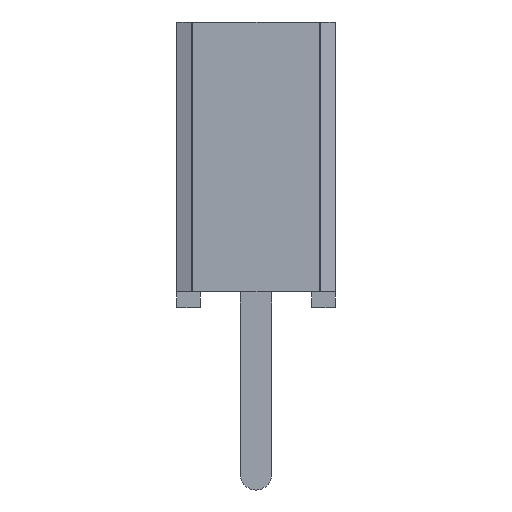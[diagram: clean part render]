
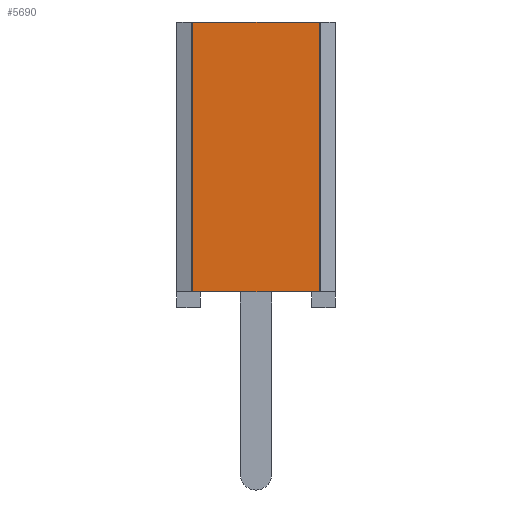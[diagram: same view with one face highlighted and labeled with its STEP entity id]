
A CAD part, left-side view. The second image highlights one B-rep face of the part: STEP entity #5690.
In plain terms, the highlighted planar face has unit normal (-1, 0, 0).
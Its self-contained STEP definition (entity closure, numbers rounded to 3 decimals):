
#5690 = ADVANCED_FACE('',(#5691),#5725,.F.);
#5691 = FACE_BOUND('',#5692,.T.);
#5692 = EDGE_LOOP('',(#5693,#5703,#5711,#5719));
#5693 = ORIENTED_EDGE('',*,*,#5694,.T.);
#5694 = EDGE_CURVE('',#5695,#5697,#5699,.T.);
#5695 = VERTEX_POINT('',#5696);
#5696 = CARTESIAN_POINT('',(-15.989,1.026,4.572));
#5697 = VERTEX_POINT('',#5698);
#5698 = CARTESIAN_POINT('',(-15.989,1.026,0.254));
#5699 = LINE('',#5700,#5701);
#5700 = CARTESIAN_POINT('',(-15.989,1.026,4.572));
#5701 = VECTOR('',#5702,1.);
#5702 = DIRECTION('',(0.,0.,-1.));
#5703 = ORIENTED_EDGE('',*,*,#5704,.T.);
#5704 = EDGE_CURVE('',#5697,#5705,#5707,.T.);
#5705 = VERTEX_POINT('',#5706);
#5706 = CARTESIAN_POINT('',(-15.989,-1.026,0.254));
#5707 = LINE('',#5708,#5709);
#5708 = CARTESIAN_POINT('',(-15.989,0.889,0.254));
#5709 = VECTOR('',#5710,1.);
#5710 = DIRECTION('',(0.,-1.,0.));
#5711 = ORIENTED_EDGE('',*,*,#5712,.T.);
#5712 = EDGE_CURVE('',#5705,#5713,#5715,.T.);
#5713 = VERTEX_POINT('',#5714);
#5714 = CARTESIAN_POINT('',(-15.989,-1.026,4.572));
#5715 = LINE('',#5716,#5717);
#5716 = CARTESIAN_POINT('',(-15.989,-1.026,4.572));
#5717 = VECTOR('',#5718,1.);
#5718 = DIRECTION('',(0.,0.,1.));
#5719 = ORIENTED_EDGE('',*,*,#5720,.F.);
#5720 = EDGE_CURVE('',#5695,#5713,#5721,.T.);
#5721 = LINE('',#5722,#5723);
#5722 = CARTESIAN_POINT('',(-15.989,1.27,4.572));
#5723 = VECTOR('',#5724,1.);
#5724 = DIRECTION('',(0.,-1.,0.));
#5725 = PLANE('',#5726);
#5726 = AXIS2_PLACEMENT_3D('',#5727,#5728,#5729);
#5727 = CARTESIAN_POINT('',(-15.989,1.27,4.572));
#5728 = DIRECTION('',(1.,0.,0.));
#5729 = DIRECTION('',(0.,1.,0.));
